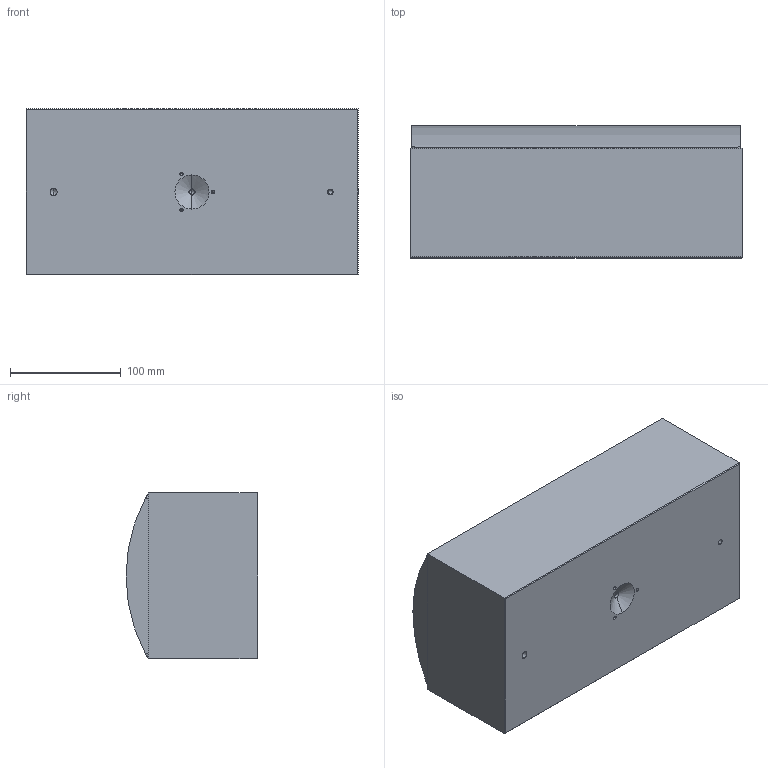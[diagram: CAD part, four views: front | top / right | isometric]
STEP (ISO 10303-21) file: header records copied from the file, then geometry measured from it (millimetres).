
FILE_DESCRIPTION (( 'STEP AP214' ), '1' );
FILE_NAME ('S33150WXXX.STEP', '2023-01-06T18:53:06', ( '' ), ( '' ), 'SwSTEP 2.0', 'SolidWorks 2020', '' );
FILE_SCHEMA (( 'AUTOMOTIVE_DESIGN' ));
Length unit declared in the file: millimetre
Products named in the file (4): 62S147S06_62S147S06; 12S15001_12S15001; S33150WXXX; S90A001
Assembly tree (2 placements, depth 2):
  S33150WXXX
    12S15001_12S15001
    62S147S06_62S147S06
  S90A001
Bounding box: 300 x 119.21 x 150 mm (x, y, z)
Volume: 4929057.2 mm3; surface area: 333050.9 mm2
Topology: 2 solids, 2 shells, 232 faces, 545 edges, 336 vertices
Faces by surface type: plane 111, cylinder 87, torus 20, cone 14
Entity records: 6786 total; most frequent: CARTESIAN_POINT 1297, DIRECTION 1168, ORIENTED_EDGE 1066, EDGE_CURVE 533, AXIS2_PLACEMENT_3D 419, VERTEX_POINT 336, LINE 330, VECTOR 330
